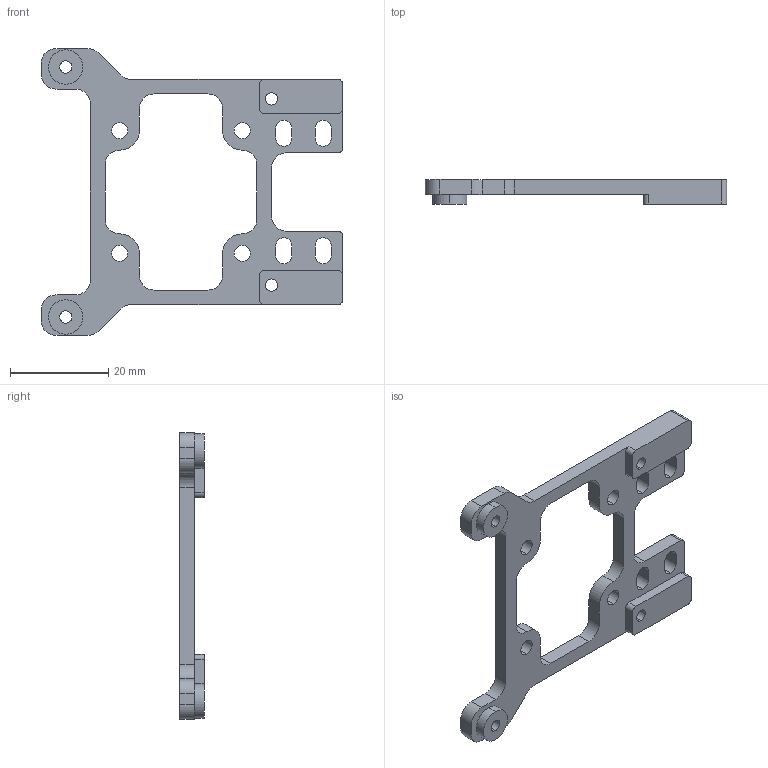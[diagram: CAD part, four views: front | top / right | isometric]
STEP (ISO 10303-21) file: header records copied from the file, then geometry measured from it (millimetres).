
FILE_DESCRIPTION (( 'STEP AP203' ), '1' );
FILE_NAME ('X粣蛌諉璃_邧輛佪.STEP', '2025-01-10T08:16:12', ( 'Leo' ), ( '' ), 'SwSTEP 2.0', 'SolidWorks 2022', '' );
FILE_SCHEMA (( 'CONFIG_CONTROL_DESIGN' ));
Length unit declared in the file: millimetre
Products named in the file (1): X轴转接件_双进丝
Bounding box: 61.5 x 5 x 58.5 mm (x, y, z)
Volume: 4540.8 mm3; surface area: 4544.7 mm2
Topology: 1 solids, 1 shells, 108 faces, 312 edges, 208 vertices
Faces by surface type: cylinder 66, plane 42
Entity records: 3737 total; most frequent: DIRECTION 662, CARTESIAN_POINT 629, ORIENTED_EDGE 624, EDGE_CURVE 312, AXIS2_PLACEMENT_3D 241, VERTEX_POINT 208, LINE 180, VECTOR 180
